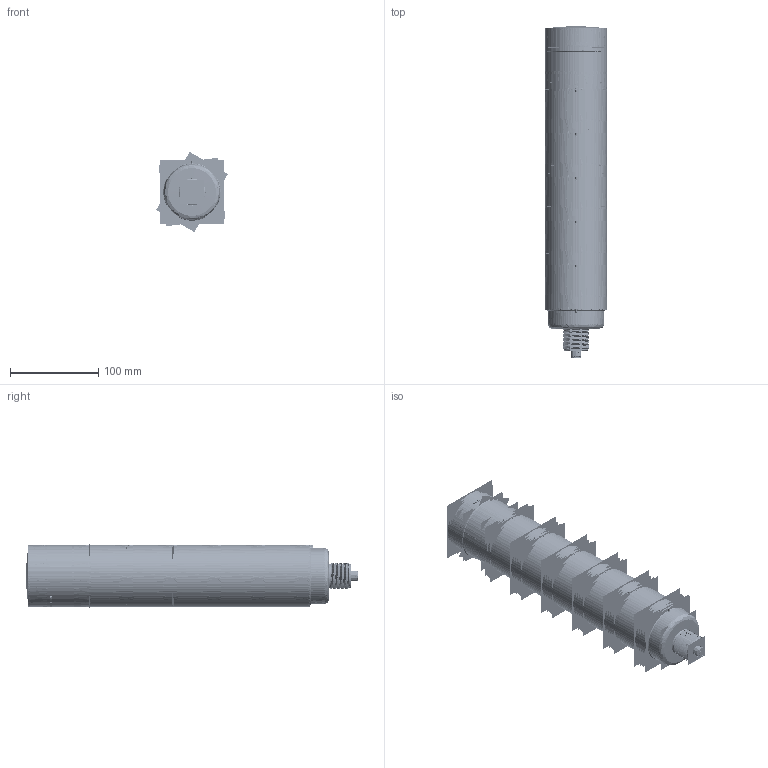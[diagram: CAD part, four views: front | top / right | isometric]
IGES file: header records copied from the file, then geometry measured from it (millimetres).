
Start section:  PTC IGES file: 181456.igs
Global section: file name: 181456.igs; native system: Creo Parametric by PTC Inc.; preprocessor: 2019292; author: PDMAdmin; organization: Unknown; date: 20220418.140333; units: millimetre
Bounding box: 81.18 x 376.19 x 90.7 mm (x, y, z)
Volume: 349475.9 mm3; surface area: 2119391.4 mm2
Topology: 16 solids, 22 shells, 8768 faces, 43370 edges, 54230 vertices
Faces by surface type: revolution 4468, bspline 4256, extrusion 44
